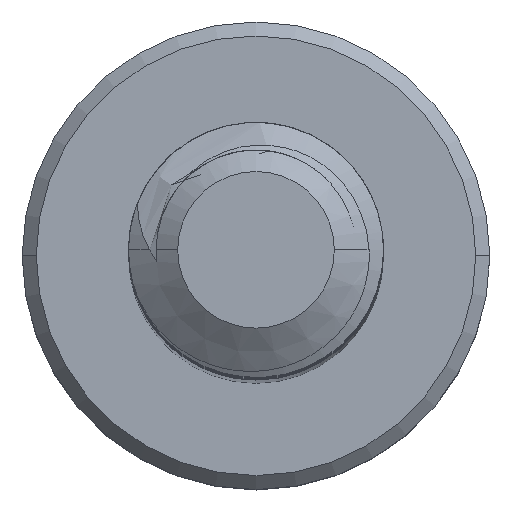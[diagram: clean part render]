
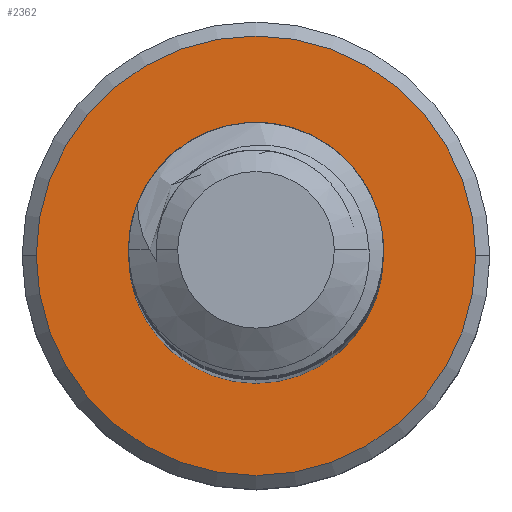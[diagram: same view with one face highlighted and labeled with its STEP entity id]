
A CAD part, top view. The second image highlights one B-rep face of the part: STEP entity #2362.
In plain terms, the highlighted planar face has unit normal (0, 0, 1).
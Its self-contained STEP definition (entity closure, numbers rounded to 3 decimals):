
#23 = CARTESIAN_POINT ( 'NONE',  ( 0., 0., -40. ) ) ;
#165 = ORIENTED_EDGE ( 'NONE', *, *, #11206, .F. ) ;
#263 = CARTESIAN_POINT ( 'NONE',  ( 0., 0., -40. ) ) ;
#942 = CARTESIAN_POINT ( 'NONE',  ( 1.5, 0., -40. ) ) ;
#1002 = DIRECTION ( 'NONE',  ( 0., 0., 1. ) ) ;
#1038 = CIRCLE ( 'NONE', #8884, 2.585 ) ;
#1091 = EDGE_CURVE ( 'NONE', #10282, #3445, #8117, .T. ) ;
#1709 = DIRECTION ( 'NONE',  ( 0., 0., 1. ) ) ;
#2132 = AXIS2_PLACEMENT_3D ( 'NONE', #263, #1002, #4619 ) ;
#2155 = EDGE_CURVE ( 'NONE', #5324, #6618, #1038, .T. ) ;
#2179 = CARTESIAN_POINT ( 'NONE',  ( -1.5, 0., -40. ) ) ;
#2362 = ADVANCED_FACE ( 'NONE', ( #9738, #7966 ), #9974, .F. ) ;
#2402 = CARTESIAN_POINT ( 'NONE',  ( -2.585, 0., -40. ) ) ;
#2823 = AXIS2_PLACEMENT_3D ( 'NONE', #9354, #6737, #10114 ) ;
#3445 = VERTEX_POINT ( 'NONE', #942 ) ;
#3576 = DIRECTION ( 'NONE',  ( -1., 0., 0. ) ) ;
#4619 = DIRECTION ( 'NONE',  ( -1., 0., 0. ) ) ;
#5068 = ORIENTED_EDGE ( 'NONE', *, *, #1091, .F. ) ;
#5295 = DIRECTION ( 'NONE',  ( -1., 0., 0. ) ) ;
#5324 = VERTEX_POINT ( 'NONE', #2402 ) ;
#5467 = DIRECTION ( 'NONE',  ( -1., 0., 0. ) ) ;
#5498 = EDGE_LOOP ( 'NONE', ( #165, #5068 ) ) ;
#5637 = ORIENTED_EDGE ( 'NONE', *, *, #2155, .T. ) ;
#5821 = AXIS2_PLACEMENT_3D ( 'NONE', #23, #1709, #5295 ) ;
#5862 = AXIS2_PLACEMENT_3D ( 'NONE', #8113, #10877, #5467 ) ;
#6374 = CIRCLE ( 'NONE', #2132, 1.5 ) ;
#6618 = VERTEX_POINT ( 'NONE', #8799 ) ;
#6737 = DIRECTION ( 'NONE',  ( 0., 0., 1. ) ) ;
#7881 = EDGE_LOOP ( 'NONE', ( #5637, #11431 ) ) ;
#7966 = FACE_BOUND ( 'NONE', #5498, .T. ) ;
#8046 = CARTESIAN_POINT ( 'NONE',  ( 0., 0., -40. ) ) ;
#8113 = CARTESIAN_POINT ( 'NONE',  ( 0., 0., -40. ) ) ;
#8117 = CIRCLE ( 'NONE', #2823, 1.5 ) ;
#8265 = EDGE_CURVE ( 'NONE', #6618, #5324, #8871, .T. ) ;
#8799 = CARTESIAN_POINT ( 'NONE',  ( 2.585, 0., -40. ) ) ;
#8871 = CIRCLE ( 'NONE', #5821, 2.585 ) ;
#8884 = AXIS2_PLACEMENT_3D ( 'NONE', #8046, #10700, #3576 ) ;
#9354 = CARTESIAN_POINT ( 'NONE',  ( 0., 0., -40. ) ) ;
#9738 = FACE_OUTER_BOUND ( 'NONE', #7881, .T. ) ;
#9974 = PLANE ( 'NONE',  #5862 ) ;
#10114 = DIRECTION ( 'NONE',  ( -1., 0., 0. ) ) ;
#10282 = VERTEX_POINT ( 'NONE', #2179 ) ;
#10700 = DIRECTION ( 'NONE',  ( 0., 0., 1. ) ) ;
#10877 = DIRECTION ( 'NONE',  ( 0., 0., -1. ) ) ;
#11206 = EDGE_CURVE ( 'NONE', #3445, #10282, #6374, .T. ) ;
#11431 = ORIENTED_EDGE ( 'NONE', *, *, #8265, .T. ) ;
